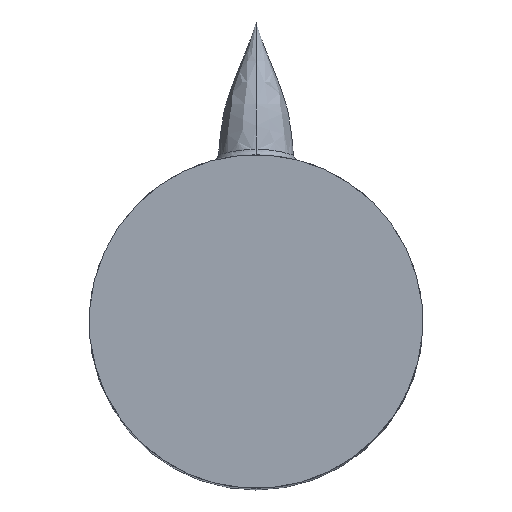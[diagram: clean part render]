
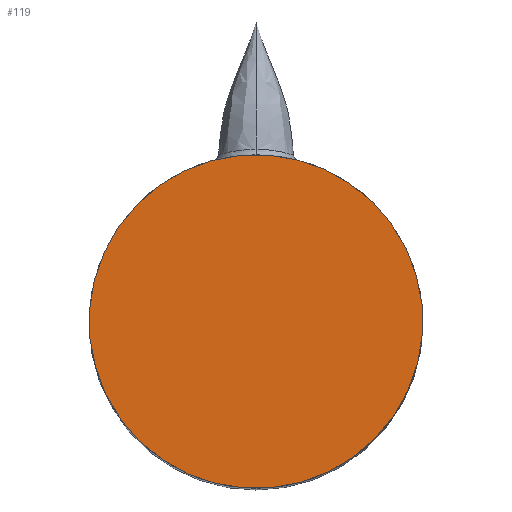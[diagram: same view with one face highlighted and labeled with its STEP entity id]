
A CAD part, top view. The second image highlights one B-rep face of the part: STEP entity #119.
In plain terms, the highlighted planar face has unit normal (0, 0, 1).
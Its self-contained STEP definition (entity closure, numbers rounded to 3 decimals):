
#78 = EDGE_CURVE ( 'NONE', #124, #152, #1037, .T. ) ;
#113 = EDGE_LOOP ( 'NONE', ( #120, #185 ) ) ;
#119 = ADVANCED_FACE ( 'NONE', ( #1102 ), #1133, .F. ) ;
#120 = ORIENTED_EDGE ( 'NONE', *, *, #128, .F. ) ;
#124 = VERTEX_POINT ( 'NONE', #2703 ) ;
#128 = EDGE_CURVE ( 'NONE', #152, #124, #2662, .T. ) ;
#152 = VERTEX_POINT ( 'NONE', #1447 ) ;
#185 = ORIENTED_EDGE ( 'NONE', *, *, #78, .F. ) ;
#1033 = DIRECTION ( 'NONE',  ( 0.101, -0.995, 0. ) ) ;
#1034 = DIRECTION ( 'NONE',  ( 0., 0., -1. ) ) ;
#1035 = CARTESIAN_POINT ( 'NONE',  ( 0., 0., 35.92 ) ) ;
#1036 = AXIS2_PLACEMENT_3D ( 'NONE', #1035, #1034, #1033 ) ;
#1037 = CIRCLE ( 'NONE', #1036, 12.5 ) ;
#1102 = FACE_OUTER_BOUND ( 'NONE', #113, .T. ) ;
#1122 = DIRECTION ( 'NONE',  ( 0.101, -0.995, 0. ) ) ;
#1130 = DIRECTION ( 'NONE',  ( 0., 0., -1. ) ) ;
#1131 = CARTESIAN_POINT ( 'NONE',  ( 0., 0., 35.92 ) ) ;
#1132 = AXIS2_PLACEMENT_3D ( 'NONE', #1131, #1130, #1122 ) ;
#1133 = PLANE ( 'NONE',  #1132 ) ;
#1447 = CARTESIAN_POINT ( 'NONE',  ( -1.262, 12.436, 35.92 ) ) ;
#2658 = DIRECTION ( 'NONE',  ( 0.101, -0.995, 0. ) ) ;
#2659 = DIRECTION ( 'NONE',  ( 0., 0., -1. ) ) ;
#2660 = CARTESIAN_POINT ( 'NONE',  ( 0., 0., 35.92 ) ) ;
#2661 = AXIS2_PLACEMENT_3D ( 'NONE', #2660, #2659, #2658 ) ;
#2662 = CIRCLE ( 'NONE', #2661, 12.5 ) ;
#2703 = CARTESIAN_POINT ( 'NONE',  ( 1.262, -12.436, 35.92 ) ) ;
